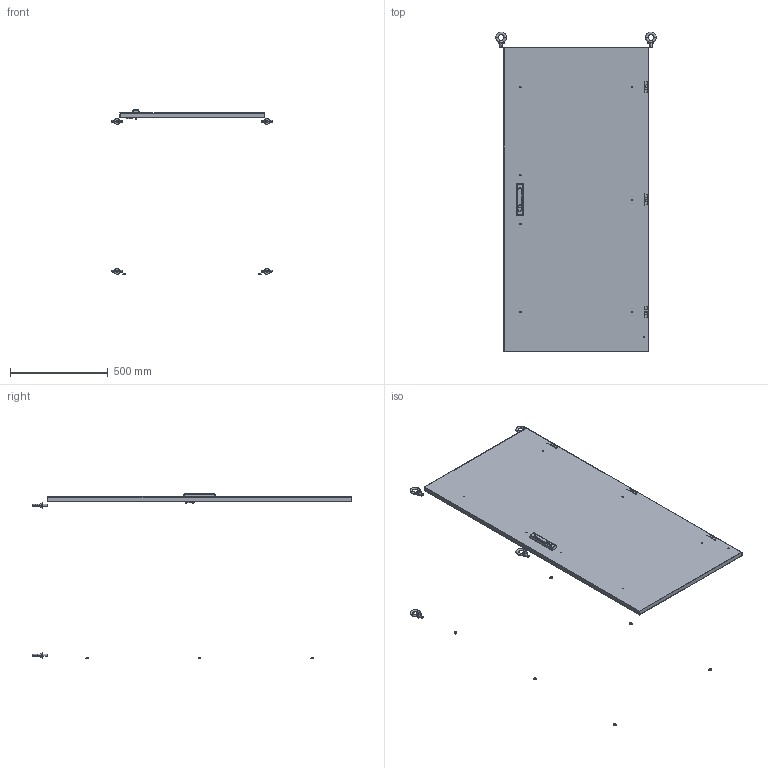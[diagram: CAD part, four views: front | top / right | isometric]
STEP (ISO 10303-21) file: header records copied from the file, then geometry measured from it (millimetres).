
FILE_DESCRIPTION (( 'STEP AP214' ), '1' );
FILE_NAME ('Êîðïóñ ìåòàëëè÷åñêèé ÊÑÐÌ 16.8.8-2.STEP', '2016-10-11T07:58:19', ( 'user' ), ( '' ), 'SwSTEP 2.0', 'SolidWorks 2014', '' );
FILE_SCHEMA (( 'AUTOMOTIVE_DESIGN' ));
Length unit declared in the file: millimetre
Products named in the file (3): Êîðïóñ ìåòàëëè÷åñêèé ÊÑÐÌ 16.8.8-2; 扻豵鵨 庍倢 16.8.8-2; ﾄ粢 ﾊﾑﾐﾌ 16.8
Assembly tree (2 placements, depth 2):
  Êîðïóñ ìåòàëëè÷åñêèé ÊÑÐÌ 16.8.8-2
    扻豵鵨 庍倢 16.8.8-2
    ﾄ粢 ﾊﾑﾐﾌ 16.8
Bounding box: 820 x 1635.5 x 844.5 mm (x, y, z)
Volume: 2166799.1 mm3; surface area: 2649304.7 mm2
Topology: 19 solids, 19 shells, 594 faces, 1409 edges, 872 vertices
Faces by surface type: plane 278, cylinder 210, cone 78, torus 18, bspline 6, sphere 4
Entity records: 97334 total; most frequent: CARTESIAN_POINT 17356, DIRECTION 16945, ORIENTED_EDGE 15986, EDGE_CURVE 7993, AXIS2_PLACEMENT_3D 6295, VERTEX_POINT 5226, LINE 4355, VECTOR 4355
